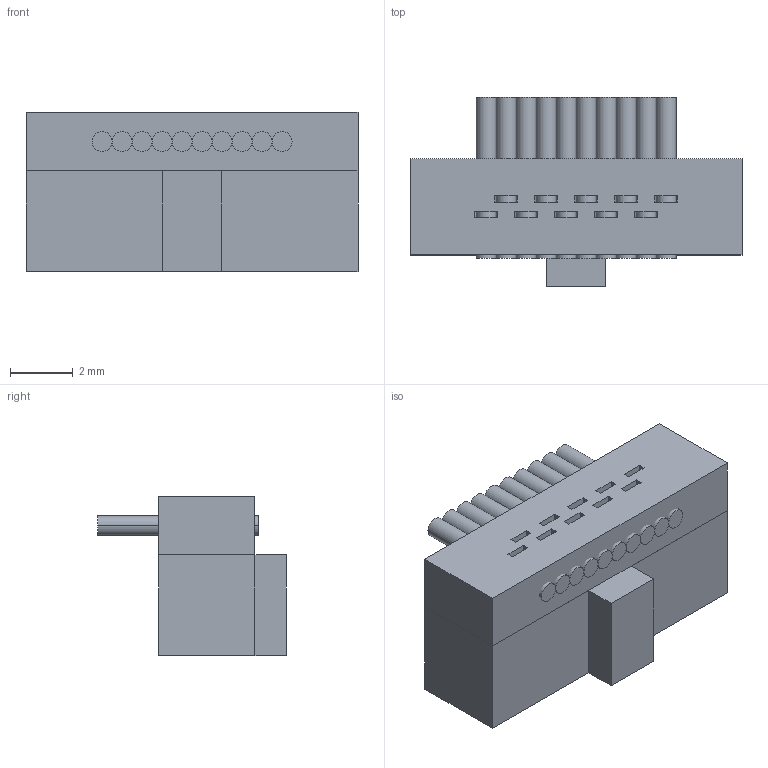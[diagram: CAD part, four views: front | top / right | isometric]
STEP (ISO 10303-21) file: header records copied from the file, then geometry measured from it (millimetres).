
FILE_DESCRIPTION (( 'STEP AP214' ), '1' );
FILE_NAME ('User Library-KLS1-204C-10-B.STEP', '2020-06-21T19:57:22', ( '' ), ( '' ), 'SwSTEP 2.0', 'SolidWorks 2019', '' );
FILE_SCHEMA (( 'AUTOMOTIVE_DESIGN' ));
Length unit declared in the file: millimetre
Products named in the file (1): User Library-KLS1-204C-10-B
Bounding box: 10.54 x 6 x 5.05 mm (x, y, z)
Volume: 171.4 mm3; surface area: 502.2 mm2
Topology: 14 solids, 14 shells, 200 faces, 470 edges, 300 vertices
Faces by surface type: plane 180, cylinder 20
Entity records: 5825 total; most frequent: CARTESIAN_POINT 971, ORIENTED_EDGE 940, DIRECTION 912, EDGE_CURVE 470, VECTOR 430, LINE 430, VERTEX_POINT 300, EDGE_LOOP 242
